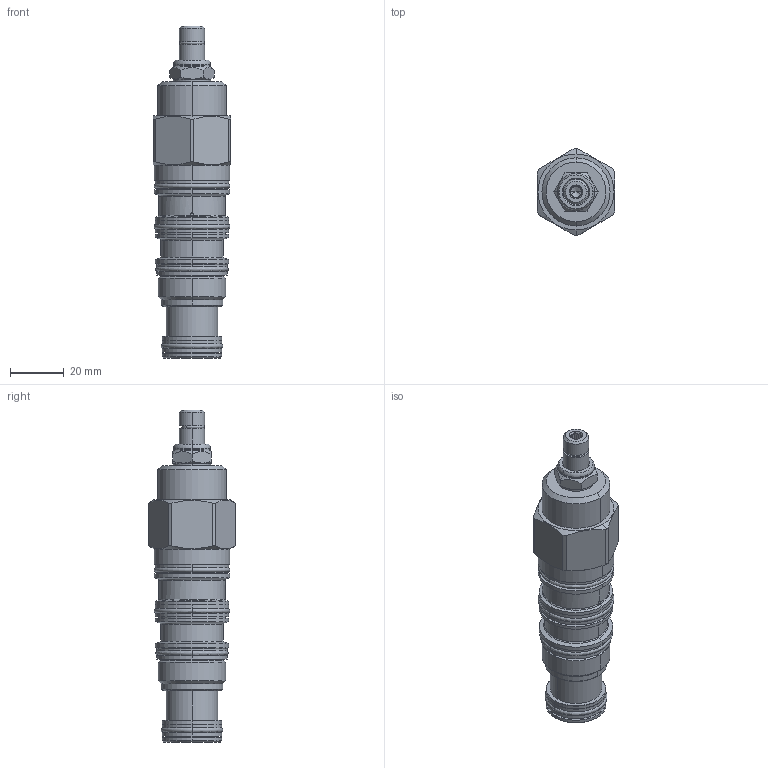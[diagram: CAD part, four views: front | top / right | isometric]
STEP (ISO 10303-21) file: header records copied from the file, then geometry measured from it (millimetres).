
FILE_DESCRIPTION((''),'2;1');
FILE_NAME('RVED-LAN_PRT','2016-06-07T',('Administrator'),(''),'PRO/ENGINEER BY PARAMETRIC TECHNOLOGY CORPORATION, 2006240','PRO/ENGINEER BY PARAMETRIC TECHNOLOGY CORPORATION, 2006240','');
FILE_SCHEMA(('CONFIG_CONTROL_DESIGN'));
Length unit declared in the file: inch
Products named in the file (1): RVED-LAN_PRT
Bounding box: 28.57 x 32.21 x 123.04 mm (x, y, z)
Volume: 54365.5 mm3; surface area: 13991.6 mm2
Topology: 4 solids, 5 shells, 230 faces, 518 edges, 314 vertices
Faces by surface type: cylinder 81, plane 60, cone 42, torus 33, revolution 14
Entity records: 7998 total; most frequent: CARTESIAN_POINT 2726, DIRECTION 1174, ORIENTED_EDGE 1032, EDGE_CURVE 516, AXIS2_PLACEMENT_3D 496, VERTEX_POINT 314, CIRCLE 280, EDGE_LOOP 256
